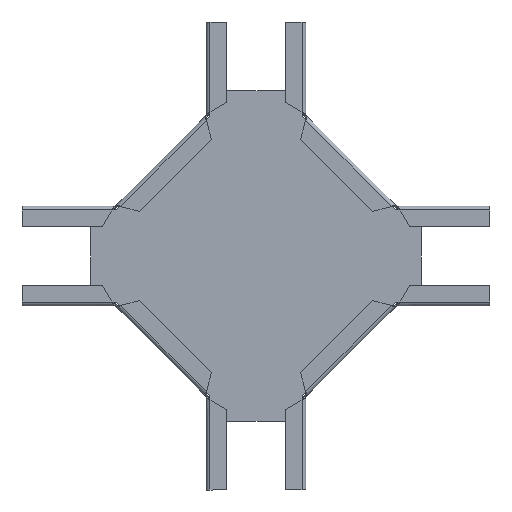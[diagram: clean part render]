
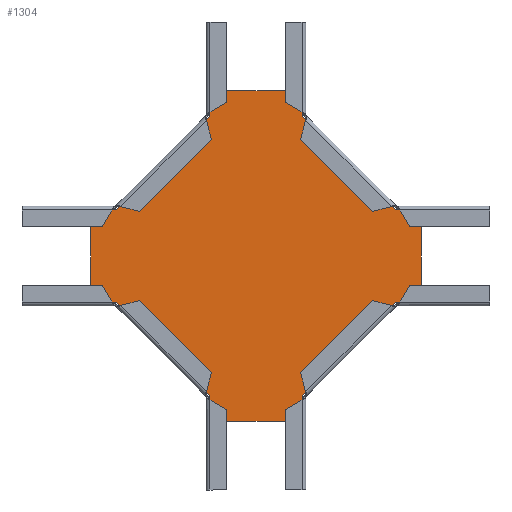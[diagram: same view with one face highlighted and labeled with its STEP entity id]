
A CAD part, front view. The second image highlights one B-rep face of the part: STEP entity #1304.
In plain terms, the highlighted planar face has unit normal (0, -1, 0).
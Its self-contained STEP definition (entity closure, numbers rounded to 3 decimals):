
#19 = LINE ( 'NONE', #297, #1569 ) ;
#36 = VERTEX_POINT ( 'NONE', #1100 ) ;
#41 = CARTESIAN_POINT ( 'NONE',  ( 88., -1.5, 24.5 ) ) ;
#52 = DIRECTION ( 'NONE',  ( 0., 1., 0. ) ) ;
#106 = AXIS2_PLACEMENT_3D ( 'NONE', #2525, #52, #244 ) ;
#182 = EDGE_CURVE ( 'NONE', #263, #833, #19, .T. ) ;
#184 = VERTEX_POINT ( 'NONE', #2330 ) ;
#199 = VECTOR ( 'NONE', #1844, 1000. ) ;
#244 = DIRECTION ( 'NONE',  ( 0., 0., 1. ) ) ;
#250 = CARTESIAN_POINT ( 'NONE',  ( -88., -1.5, 24.5 ) ) ;
#263 = VERTEX_POINT ( 'NONE', #2096 ) ;
#275 = VERTEX_POINT ( 'NONE', #850 ) ;
#277 = DIRECTION ( 'NONE',  ( 0.707, 0., -0.707 ) ) ;
#297 = CARTESIAN_POINT ( 'NONE',  ( -24.5, -1.5, 74. ) ) ;
#313 = VECTOR ( 'NONE', #2310, 1000. ) ;
#341 = ORIENTED_EDGE ( 'NONE', *, *, #1160, .F. ) ;
#379 = VECTOR ( 'NONE', #277, 1000. ) ;
#418 = CARTESIAN_POINT ( 'NONE',  ( -24.5, -1.5, -74. ) ) ;
#428 = EDGE_CURVE ( 'NONE', #2884, #2152, #2773, .T. ) ;
#454 = CARTESIAN_POINT ( 'NONE',  ( -88., -1.5, -24.5 ) ) ;
#463 = LINE ( 'NONE', #2439, #2126 ) ;
#474 = CARTESIAN_POINT ( 'NONE',  ( 88., -1.5, -24.5 ) ) ;
#485 = CARTESIAN_POINT ( 'NONE',  ( -88., -1.5, -24.5 ) ) ;
#586 = VECTOR ( 'NONE', #2754, 1000. ) ;
#615 = EDGE_CURVE ( 'NONE', #833, #2009, #668, .T. ) ;
#628 = CARTESIAN_POINT ( 'NONE',  ( -74., -1.5, -24.5 ) ) ;
#668 = LINE ( 'NONE', #1214, #1703 ) ;
#694 = LINE ( 'NONE', #2069, #199 ) ;
#710 = EDGE_CURVE ( 'NONE', #36, #1542, #1568, .T. ) ;
#727 = DIRECTION ( 'NONE',  ( 0., 0., 1. ) ) ;
#750 = ORIENTED_EDGE ( 'NONE', *, *, #615, .F. ) ;
#770 = ORIENTED_EDGE ( 'NONE', *, *, #1104, .F. ) ;
#807 = CARTESIAN_POINT ( 'NONE',  ( 88., -1.5, -24.5 ) ) ;
#825 = EDGE_CURVE ( 'NONE', #2152, #1190, #2601, .T. ) ;
#833 = VERTEX_POINT ( 'NONE', #2726 ) ;
#840 = VECTOR ( 'NONE', #727, 1000. ) ;
#850 = CARTESIAN_POINT ( 'NONE',  ( 74., -1.5, -24.5 ) ) ;
#858 = EDGE_CURVE ( 'NONE', #1324, #2662, #1072, .T. ) ;
#923 = DIRECTION ( 'NONE',  ( 0., 0., -1. ) ) ;
#932 = VECTOR ( 'NONE', #1425, 1000. ) ;
#1016 = LINE ( 'NONE', #41, #1528 ) ;
#1070 = VERTEX_POINT ( 'NONE', #418 ) ;
#1072 = LINE ( 'NONE', #474, #932 ) ;
#1091 = VECTOR ( 'NONE', #1225, 1000. ) ;
#1099 = LINE ( 'NONE', #628, #2291 ) ;
#1100 = CARTESIAN_POINT ( 'NONE',  ( 24.5, -1.5, 74. ) ) ;
#1104 = EDGE_CURVE ( 'NONE', #2121, #2823, #2806, .T. ) ;
#1160 = EDGE_CURVE ( 'NONE', #1070, #2884, #1099, .T. ) ;
#1186 = VECTOR ( 'NONE', #3293, 1000. ) ;
#1190 = VERTEX_POINT ( 'NONE', #2201 ) ;
#1214 = CARTESIAN_POINT ( 'NONE',  ( -24.5, -1.5, 88. ) ) ;
#1225 = DIRECTION ( 'NONE',  ( 0., 0., 1. ) ) ;
#1237 = VECTOR ( 'NONE', #2964, 1000. ) ;
#1268 = LINE ( 'NONE', #1342, #1237 ) ;
#1304 = ADVANCED_FACE ( 'NONE', ( #1748 ), #2574, .F. ) ;
#1324 = VERTEX_POINT ( 'NONE', #1735 ) ;
#1342 = CARTESIAN_POINT ( 'NONE',  ( -74., -1.5, 24.5 ) ) ;
#1353 = CARTESIAN_POINT ( 'NONE',  ( 24.5, -1.5, -88. ) ) ;
#1425 = DIRECTION ( 'NONE',  ( 0., 0., -1. ) ) ;
#1478 = VECTOR ( 'NONE', #923, 1000. ) ;
#1488 = ORIENTED_EDGE ( 'NONE', *, *, #182, .F. ) ;
#1527 = ORIENTED_EDGE ( 'NONE', *, *, #1786, .F. ) ;
#1528 = VECTOR ( 'NONE', #1725, 1000. ) ;
#1542 = VERTEX_POINT ( 'NONE', #2944 ) ;
#1544 = LINE ( 'NONE', #2803, #2044 ) ;
#1553 = ORIENTED_EDGE ( 'NONE', *, *, #2369, .F. ) ;
#1568 = LINE ( 'NONE', #1783, #379 ) ;
#1569 = VECTOR ( 'NONE', #2834, 1000. ) ;
#1584 = EDGE_CURVE ( 'NONE', #1542, #1324, #1016, .T. ) ;
#1586 = ORIENTED_EDGE ( 'NONE', *, *, #825, .F. ) ;
#1601 = DIRECTION ( 'NONE',  ( -0.707, 0., -0.707 ) ) ;
#1700 = EDGE_CURVE ( 'NONE', #275, #2121, #463, .T. ) ;
#1703 = VECTOR ( 'NONE', #2262, 1000. ) ;
#1725 = DIRECTION ( 'NONE',  ( 1., 0., 0. ) ) ;
#1735 = CARTESIAN_POINT ( 'NONE',  ( 88., -1.5, 24.5 ) ) ;
#1748 = FACE_OUTER_BOUND ( 'NONE', #1804, .T. ) ;
#1783 = CARTESIAN_POINT ( 'NONE',  ( 74., -1.5, 24.5 ) ) ;
#1786 = EDGE_CURVE ( 'NONE', #2009, #184, #694, .T. ) ;
#1804 = EDGE_LOOP ( 'NONE', ( #1553, #1989, #770, #2923, #2112, #2859, #2518, #2451, #2053, #1527, #750, #1488, #2598, #1586, #2412, #341 ) ) ;
#1844 = DIRECTION ( 'NONE',  ( 1., 0., 0. ) ) ;
#1943 = CARTESIAN_POINT ( 'NONE',  ( 24.5, -1.5, -74. ) ) ;
#1989 = ORIENTED_EDGE ( 'NONE', *, *, #3008, .F. ) ;
#2009 = VERTEX_POINT ( 'NONE', #2579 ) ;
#2044 = VECTOR ( 'NONE', #3005, 1000. ) ;
#2053 = ORIENTED_EDGE ( 'NONE', *, *, #2937, .F. ) ;
#2069 = CARTESIAN_POINT ( 'NONE',  ( 24.5, -1.5, 88. ) ) ;
#2096 = CARTESIAN_POINT ( 'NONE',  ( -74., -1.5, 24.5 ) ) ;
#2112 = ORIENTED_EDGE ( 'NONE', *, *, #3129, .F. ) ;
#2121 = VERTEX_POINT ( 'NONE', #1943 ) ;
#2126 = VECTOR ( 'NONE', #1601, 1000. ) ;
#2152 = VERTEX_POINT ( 'NONE', #485 ) ;
#2182 = CARTESIAN_POINT ( 'NONE',  ( 24.5, -1.5, 74. ) ) ;
#2201 = CARTESIAN_POINT ( 'NONE',  ( -88., -1.5, 24.5 ) ) ;
#2262 = DIRECTION ( 'NONE',  ( 0., 0., 1. ) ) ;
#2265 = LINE ( 'NONE', #2341, #313 ) ;
#2291 = VECTOR ( 'NONE', #2564, 1000. ) ;
#2310 = DIRECTION ( 'NONE',  ( -1., 0., 0. ) ) ;
#2330 = CARTESIAN_POINT ( 'NONE',  ( 24.5, -1.5, 88. ) ) ;
#2341 = CARTESIAN_POINT ( 'NONE',  ( -24.5, -1.5, -88. ) ) ;
#2369 = EDGE_CURVE ( 'NONE', #2785, #1070, #3116, .T. ) ;
#2370 = CARTESIAN_POINT ( 'NONE',  ( 24.5, -1.5, -88. ) ) ;
#2380 = CARTESIAN_POINT ( 'NONE',  ( -74., -1.5, -24.5 ) ) ;
#2412 = ORIENTED_EDGE ( 'NONE', *, *, #428, .F. ) ;
#2439 = CARTESIAN_POINT ( 'NONE',  ( 24.5, -1.5, -74. ) ) ;
#2440 = CARTESIAN_POINT ( 'NONE',  ( -24.5, -1.5, -88. ) ) ;
#2451 = ORIENTED_EDGE ( 'NONE', *, *, #710, .F. ) ;
#2518 = ORIENTED_EDGE ( 'NONE', *, *, #1584, .F. ) ;
#2525 = CARTESIAN_POINT ( 'NONE',  ( 0., -1.5, 0. ) ) ;
#2564 = DIRECTION ( 'NONE',  ( -0.707, 0., 0.707 ) ) ;
#2574 = PLANE ( 'NONE',  #106 ) ;
#2579 = CARTESIAN_POINT ( 'NONE',  ( -24.5, -1.5, 88. ) ) ;
#2598 = ORIENTED_EDGE ( 'NONE', *, *, #2903, .F. ) ;
#2601 = LINE ( 'NONE', #250, #840 ) ;
#2662 = VERTEX_POINT ( 'NONE', #807 ) ;
#2726 = CARTESIAN_POINT ( 'NONE',  ( -24.5, -1.5, 74. ) ) ;
#2754 = DIRECTION ( 'NONE',  ( 0., 0., -1. ) ) ;
#2773 = LINE ( 'NONE', #454, #1186 ) ;
#2785 = VERTEX_POINT ( 'NONE', #3080 ) ;
#2803 = CARTESIAN_POINT ( 'NONE',  ( 74., -1.5, -24.5 ) ) ;
#2806 = LINE ( 'NONE', #2370, #1478 ) ;
#2823 = VERTEX_POINT ( 'NONE', #1353 ) ;
#2834 = DIRECTION ( 'NONE',  ( 0.707, 0., 0.707 ) ) ;
#2859 = ORIENTED_EDGE ( 'NONE', *, *, #858, .F. ) ;
#2884 = VERTEX_POINT ( 'NONE', #2380 ) ;
#2903 = EDGE_CURVE ( 'NONE', #1190, #263, #1268, .T. ) ;
#2923 = ORIENTED_EDGE ( 'NONE', *, *, #1700, .F. ) ;
#2937 = EDGE_CURVE ( 'NONE', #184, #36, #3232, .T. ) ;
#2944 = CARTESIAN_POINT ( 'NONE',  ( 74., -1.5, 24.5 ) ) ;
#2964 = DIRECTION ( 'NONE',  ( 1., 0., 0. ) ) ;
#3005 = DIRECTION ( 'NONE',  ( -1., 0., 0. ) ) ;
#3008 = EDGE_CURVE ( 'NONE', #2823, #2785, #2265, .T. ) ;
#3080 = CARTESIAN_POINT ( 'NONE',  ( -24.5, -1.5, -88. ) ) ;
#3116 = LINE ( 'NONE', #2440, #1091 ) ;
#3129 = EDGE_CURVE ( 'NONE', #2662, #275, #1544, .T. ) ;
#3232 = LINE ( 'NONE', #2182, #586 ) ;
#3293 = DIRECTION ( 'NONE',  ( -1., 0., 0. ) ) ;
